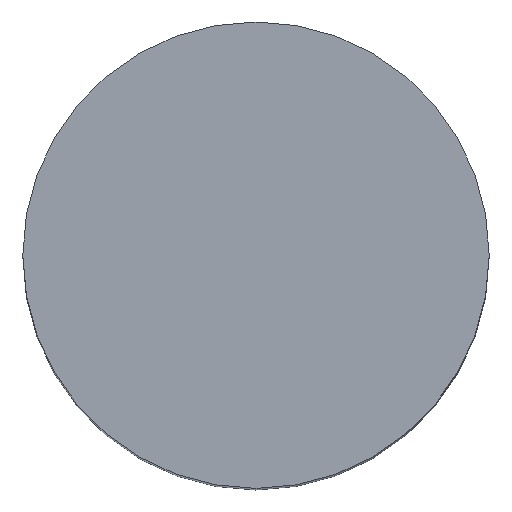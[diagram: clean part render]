
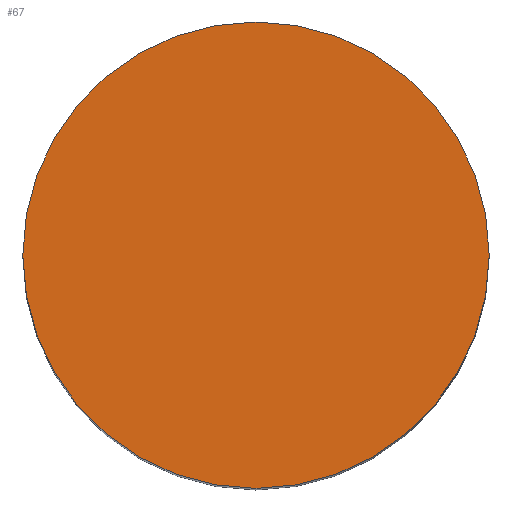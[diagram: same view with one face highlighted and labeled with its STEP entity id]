
A CAD part, top view. The second image highlights one B-rep face of the part: STEP entity #67.
In plain terms, the highlighted planar face has unit normal (0, 0, 1).
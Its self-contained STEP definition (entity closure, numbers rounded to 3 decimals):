
#67=ADVANCED_FACE('',(#94),#96,.T.);
#94=FACE_BOUND('',#95,.T.);
#95=EDGE_LOOP('',(#110));
#96=PLANE('',#97);
#97=AXIS2_PLACEMENT_3D('',#98,#99,#100);
#98=CARTESIAN_POINT('',(0.,0.,16.));
#99=DIRECTION('',(0.,0.,1.));
#100=DIRECTION('',(-1.,0.,0.));
#110=ORIENTED_EDGE('',*,*,#112,.T.);
#112=EDGE_CURVE('',#114,#114,#115,.T.);
#114=VERTEX_POINT('',#118);
#115=CIRCLE('',#119,4.);
#118=CARTESIAN_POINT('',(-4.,0.,16.));
#119=AXIS2_PLACEMENT_3D('',#120,#121,#122);
#120=CARTESIAN_POINT('',(0.,0.,16.));
#121=DIRECTION('',(0.,0.,1.));
#122=DIRECTION('',(-1.,0.,0.));
